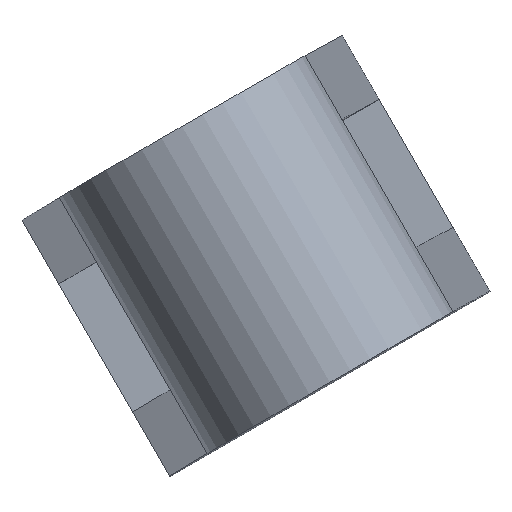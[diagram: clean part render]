
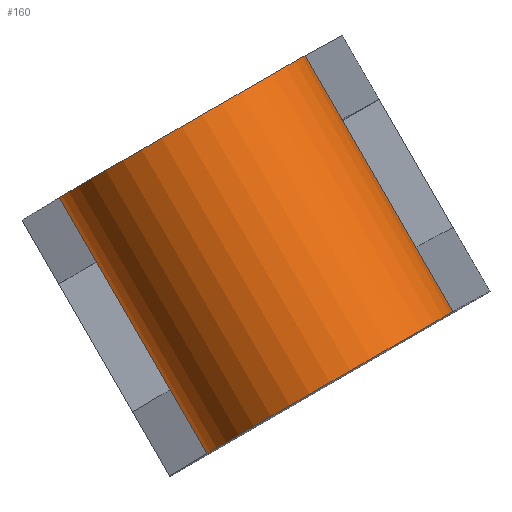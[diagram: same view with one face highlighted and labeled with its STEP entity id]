
A CAD part, top view. The second image highlights one B-rep face of the part: STEP entity #160.
In plain terms, the highlighted cylindrical face has radius 4.889 mm (diameter 9.779 mm), a full revolution.
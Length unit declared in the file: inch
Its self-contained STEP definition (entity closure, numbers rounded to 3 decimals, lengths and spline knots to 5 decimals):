
#160=ADVANCED_FACE('',(#178,#179),#176,.T.);
#176=CYLINDRICAL_SURFACE('',#405,0.1925);
#178=FACE_BOUND('',#188,.T.);
#179=FACE_BOUND('',#189,.T.);
#188=EDGE_LOOP('',(#264,#265,#266,#267));
#189=EDGE_LOOP('',(#268,#269,#270,#271));
#208=LINE('',#504,#236);
#209=LINE('',#508,#237);
#210=LINE('',#512,#238);
#211=LINE('',#516,#239);
#236=VECTOR('',#428,1.);
#237=VECTOR('',#431,1.);
#238=VECTOR('',#434,1.);
#239=VECTOR('',#437,1.);
#264=ORIENTED_EDGE('',*,*,#358,.F.);
#265=ORIENTED_EDGE('',*,*,#359,.F.);
#266=ORIENTED_EDGE('',*,*,#360,.T.);
#267=ORIENTED_EDGE('',*,*,#361,.T.);
#268=ORIENTED_EDGE('',*,*,#362,.T.);
#269=ORIENTED_EDGE('',*,*,#363,.F.);
#270=ORIENTED_EDGE('',*,*,#364,.F.);
#271=ORIENTED_EDGE('',*,*,#365,.T.);
#334=VERTEX_POINT('',#502);
#335=VERTEX_POINT('',#503);
#336=VERTEX_POINT('',#505);
#337=VERTEX_POINT('',#507);
#338=VERTEX_POINT('',#510);
#339=VERTEX_POINT('',#511);
#340=VERTEX_POINT('',#513);
#341=VERTEX_POINT('',#515);
#358=EDGE_CURVE('',#334,#335,#393,.T.);
#359=EDGE_CURVE('',#336,#334,#208,.T.);
#360=EDGE_CURVE('',#336,#337,#394,.T.);
#361=EDGE_CURVE('',#337,#335,#209,.T.);
#362=EDGE_CURVE('',#338,#339,#395,.T.);
#363=EDGE_CURVE('',#340,#339,#210,.T.);
#364=EDGE_CURVE('',#341,#340,#396,.T.);
#365=EDGE_CURVE('',#341,#338,#211,.T.);
#393=CIRCLE('',#401,0.1925);
#394=CIRCLE('',#402,0.1925);
#395=CIRCLE('',#403,0.1925);
#396=CIRCLE('',#404,0.1925);
#401=AXIS2_PLACEMENT_3D('',#501,#426,#427);
#402=AXIS2_PLACEMENT_3D('',#506,#429,#430);
#403=AXIS2_PLACEMENT_3D('',#509,#432,#433);
#404=AXIS2_PLACEMENT_3D('',#514,#435,#436);
#405=AXIS2_PLACEMENT_3D('',#517,#438,#439);
#426=DIRECTION('',(-0.5,0.866,0.));
#427=DIRECTION('',(0.866,0.5,0.));
#428=DIRECTION('',(0.5,-0.866,0.));
#429=DIRECTION('',(0.5,-0.866,0.));
#430=DIRECTION('',(0.866,0.5,0.));
#431=DIRECTION('',(0.5,-0.866,0.));
#432=DIRECTION('',(-0.5,0.866,0.));
#433=DIRECTION('',(0.866,0.5,0.));
#434=DIRECTION('',(-0.5,0.866,0.));
#435=DIRECTION('',(0.5,-0.866,0.));
#436=DIRECTION('',(0.866,0.5,0.));
#437=DIRECTION('',(-0.5,0.866,0.));
#438=DIRECTION('',(0.5,-0.866,0.));
#439=DIRECTION('',(0.866,0.5,0.));
#501=CARTESIAN_POINT('',(0.53464,1.91998,24.48793));
#502=CARTESIAN_POINT('',(0.70093,2.01599,24.50161));
#503=CARTESIAN_POINT('',(0.36836,1.82398,24.50161));
#504=CARTESIAN_POINT('',(0.65093,2.10259,24.50161));
#505=CARTESIAN_POINT('',(0.65093,2.10259,24.50161));
#506=CARTESIAN_POINT('',(0.48464,2.00659,24.48793));
#507=CARTESIAN_POINT('',(0.31836,1.91058,24.50161));
#508=CARTESIAN_POINT('',(0.31836,1.91058,24.50161));
#509=CARTESIAN_POINT('',(0.63464,1.74678,24.48793));
#510=CARTESIAN_POINT('',(0.80093,1.84279,24.50161));
#511=CARTESIAN_POINT('',(0.46836,1.65077,24.50161));
#512=CARTESIAN_POINT('',(0.51836,1.56417,24.50161));
#513=CARTESIAN_POINT('',(0.51836,1.56417,24.50161));
#514=CARTESIAN_POINT('',(0.68464,1.66018,24.48793));
#515=CARTESIAN_POINT('',(0.85093,1.75618,24.50161));
#516=CARTESIAN_POINT('',(0.85093,1.75618,24.50161));
#517=CARTESIAN_POINT('',(0.53464,1.91998,24.48793));
